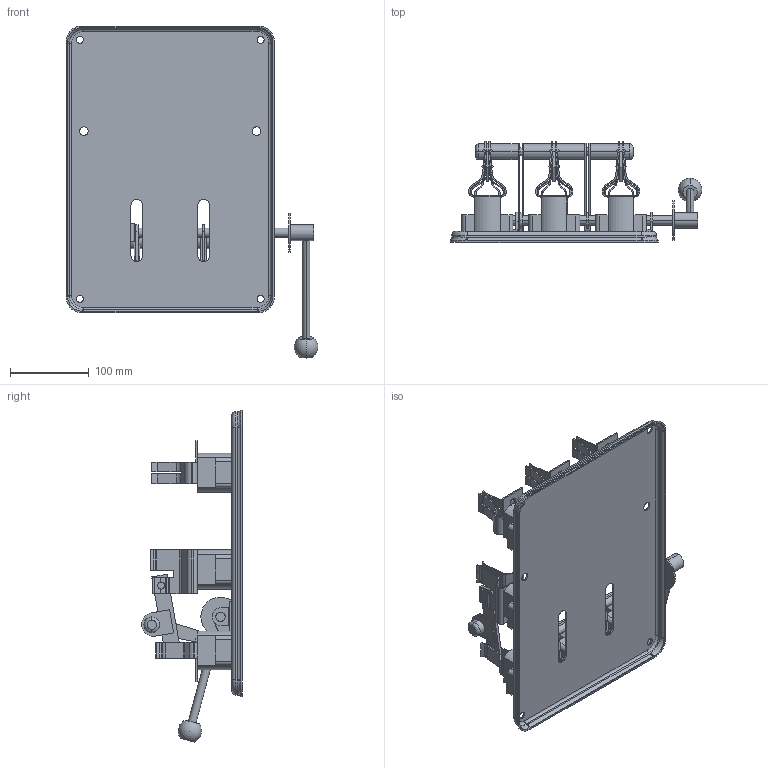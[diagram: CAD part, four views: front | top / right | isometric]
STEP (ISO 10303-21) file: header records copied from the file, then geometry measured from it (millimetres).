
FILE_DESCRIPTION (( 'STEP AP203' ), '1' );
FILE_NAME ('Ðàçúåäèíèòåëü ÐÏÁ-2 250À Ï ïðàâûé ïðèâîä, áåç ÏÏÍ (rpb-250).STEP', '2018-09-04T06:55:35', ( '' ), ( '' ), 'SwSTEP 2.0', 'SolidWorks 2017', '' );
FILE_SCHEMA (( 'CONFIG_CONTROL_DESIGN' ));
Length unit declared in the file: millimetre
Products named in the file (1): Ðàçúåäèíèòåëü ÐÏÁ-2 250À Ï ïðàâûé ïðèâîä, áåç ÏÏÍ (rpb-250)
Bounding box: 320.45 x 128.45 x 422.7 mm (x, y, z)
Volume: 1297779.9 mm3; surface area: 478826.7 mm2
Topology: 26 solids, 26 shells, 1634 faces, 3869 edges, 2299 vertices
Faces by surface type: plane 1049, cylinder 547, bspline 24, torus 12, sphere 2
Entity records: 47233 total; most frequent: CARTESIAN_POINT 9462, DIRECTION 7969, ORIENTED_EDGE 7728, EDGE_CURVE 3864, AXIS2_PLACEMENT_3D 2662, LINE 2645, VECTOR 2645, VERTEX_POINT 2296
